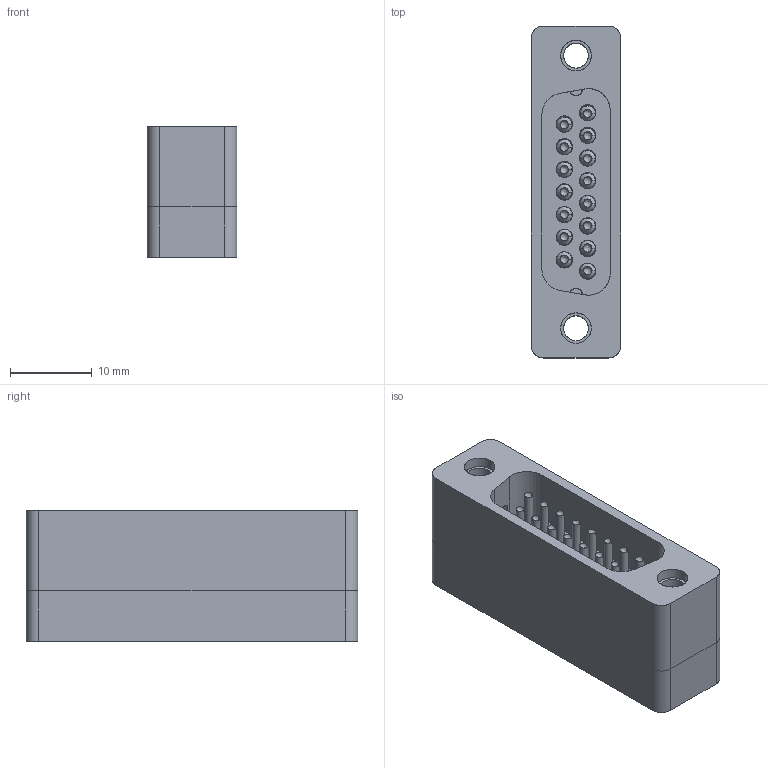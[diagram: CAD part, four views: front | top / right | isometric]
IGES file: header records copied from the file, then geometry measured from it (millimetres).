
Start section: SolidWorks IGES file using analytic representation for surfaces
Global section: file name: 19828-01-A.IGS; native system: SolidWorks 2010; preprocessor: SolidWorks 2010; author: Obadiah Bucchieri; date: 100819.143938; units: inch
Bounding box: 10.97 x 40.56 x 16 mm (x, y, z)
Surface area: 6241.2 mm2 (no closed solid volume)
Topology: 0 solids, 0 shells, 792 faces, 11154 edges, 11120 vertices
Faces by surface type: revolution 549, bspline 243
